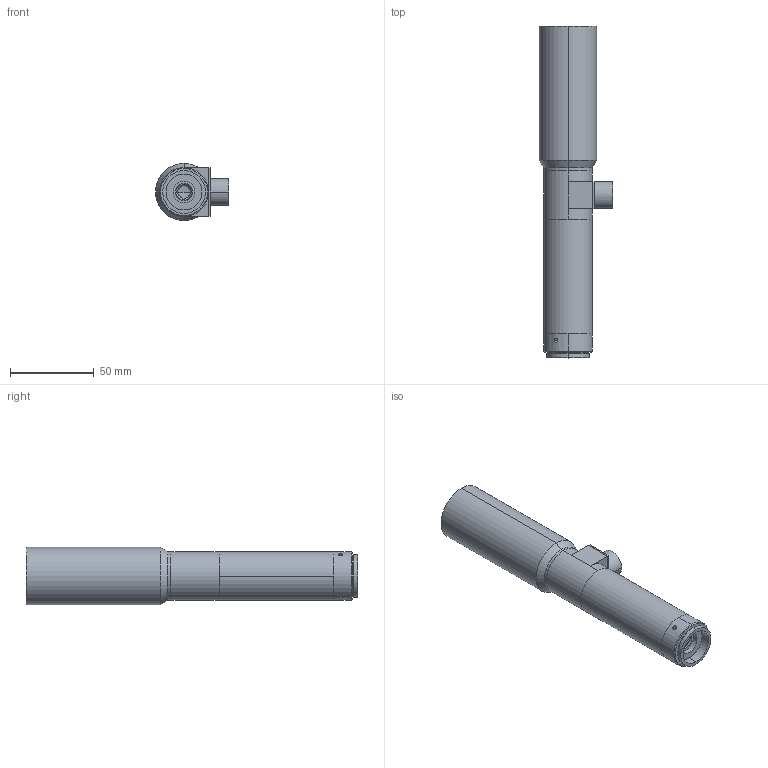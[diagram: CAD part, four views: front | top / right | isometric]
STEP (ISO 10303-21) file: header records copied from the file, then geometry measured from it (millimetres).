
FILE_DESCRIPTION (( 'STEP AP203' ), '1' );
FILE_NAME ('XF-T2X300D.STEP', '2015-07-30T10:20:12', ( 'Lxtx999.CoM' ), ( 'Lxtx999.CoM' ), 'SwSTEP 2.0', 'SolidWorks 2014', '' );
FILE_SCHEMA (( 'CONFIG_CONTROL_DESIGN' ));
Length unit declared in the file: millimetre
Products named in the file (1): XF-T2X300D
Bounding box: 43.5 x 197.64 x 34 mm (x, y, z)
Surface area: 25145.2 mm2 (no closed solid volume)
Topology: 0 solids, 9 shells, 104 faces, 276 edges, 187 vertices
Faces by surface type: cylinder 55, plane 41, cone 6, sphere 2
Entity records: 3621 total; most frequent: CARTESIAN_POINT 888, DIRECTION 602, ORIENTED_EDGE 470, EDGE_CURVE 276, AXIS2_PLACEMENT_3D 241, VERTEX_POINT 187, CIRCLE 136, EDGE_LOOP 132
